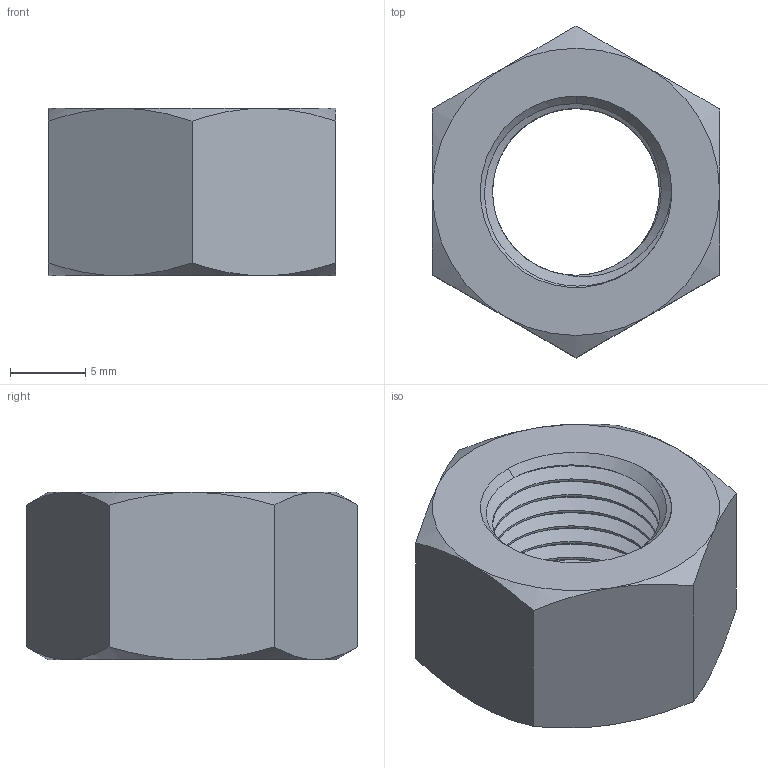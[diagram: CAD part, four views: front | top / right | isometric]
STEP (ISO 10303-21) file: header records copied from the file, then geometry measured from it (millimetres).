
FILE_DESCRIPTION(/* description */ (''),/* implementation_level */ '2;1');
FILE_NAME(/* name */ 'HEX NUT - 1_2-20_.stp',/* time_stamp */ '2023-04-23T11:43:27-04:00',/* author */ ('jjdbr'),/* organization */ (''),/* preprocessor_version */ 'ST-DEVELOPER v19',/* originating_system */ 'Autodesk Inventor 2023',/* authorisation */ '');
FILE_SCHEMA (('AUTOMOTIVE_DESIGN { 1 0 10303 214 3 1 1 }'));
Length unit declared in the file: millimetre
Products named in the file (1): HEX NUT - 1/2-20"
Bounding box: 19.05 x 22 x 11.11 mm (x, y, z)
Volume: 2234.4 mm3; surface area: 1796.8 mm2
Topology: 1 solids, 1 shells, 44 faces, 110 edges, 68 vertices
Faces by surface type: cylinder 18, cone 16, plane 8, bspline 2
Full cylindrical faces by diameter (mm): 11.05 x7, 12.7 x8
Entity records: 3154 total; most frequent: CARTESIAN_POINT 2199, ORIENTED_EDGE 220, DIRECTION 150, EDGE_CURVE 110, VERTEX_POINT 68, AXIS2_PLACEMENT_3D 63, EDGE_LOOP 46, FACE_OUTER_BOUND 44
